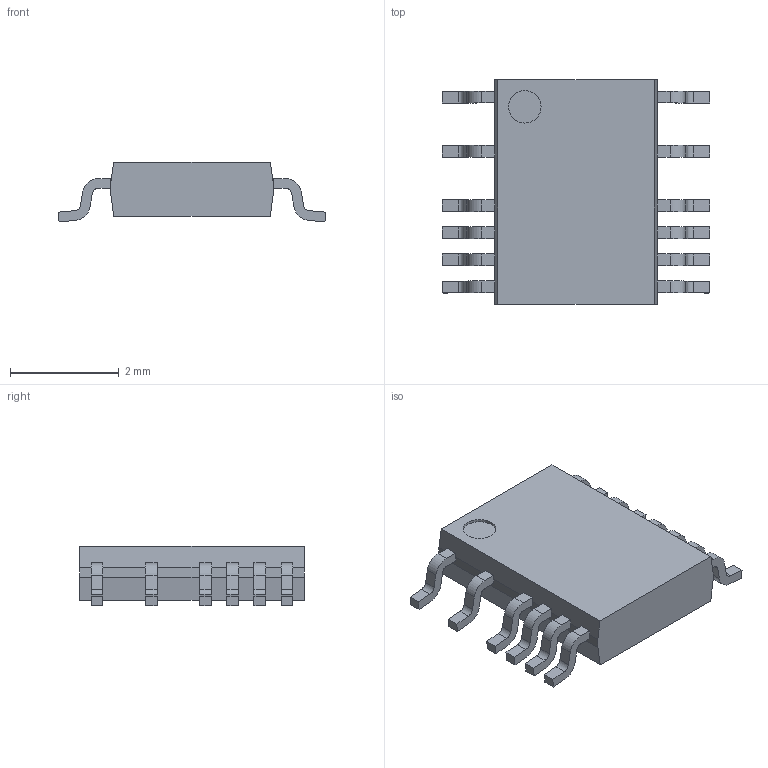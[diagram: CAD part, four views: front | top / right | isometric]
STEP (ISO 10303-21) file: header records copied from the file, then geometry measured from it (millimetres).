
FILE_DESCRIPTION((''),'2;1');
FILE_NAME('LINEAR_MS16(12).stp','2013-03-06T13:20:31',(''),(''),'Mechanical Desktop 2011','Mechanical Desktop 2011',', , ');
FILE_SCHEMA(('AUTOMOTIVE_DESIGN { 1 2 10303 214 1 1 1 1 }'));
Length unit declared in the file: millimetre
Products named in the file (1): Product
Bounding box: 4.93 x 4.14 x 1.1 mm (x, y, z)
Volume: 12.8 mm3; surface area: 52.1 mm2
Topology: 13 solids, 13 shells, 181 faces, 462 edges, 308 vertices
Faces by surface type: bspline 85, plane 70, cylinder 26
Entity records: 5808 total; most frequent: CARTESIAN_POINT 1543, ORIENTED_EDGE 924, DIRECTION 756, EDGE_CURVE 462, VECTOR 362, LINE 362, VERTEX_POINT 308, AXIS2_PLACEMENT_3D 197
